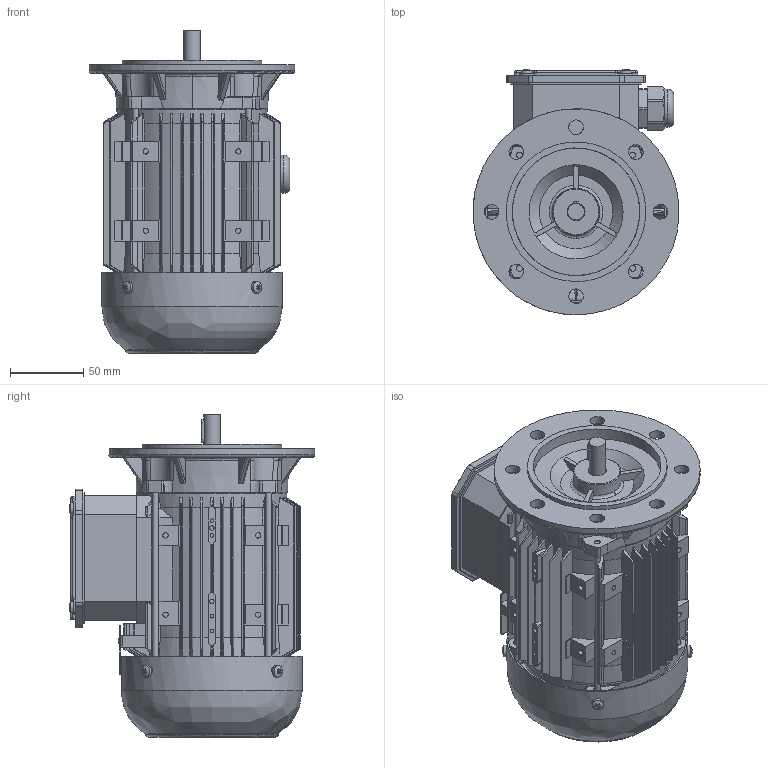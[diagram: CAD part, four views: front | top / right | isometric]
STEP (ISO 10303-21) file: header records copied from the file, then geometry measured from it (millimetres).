
FILE_DESCRIPTION(/* description */ (''),/* implementation_level */ '2;1');
FILE_NAME(/* name */ '(QE series) 63_B5.stp',/* time_stamp */ '2024-07-30T08:50:06+03:00',/* author */ (''),/* organization */ (''),/* preprocessor_version */ 'ST-DEVELOPER v18.102',/* originating_system */ 'SIEMENS PLM Software NX2206.8101',/* authorisation */ '');
FILE_SCHEMA (('AP203_CONFIGURATION_CONTROLLED_3D_DESIGN_OF_MECHANICAL_PARTS_AND_ASSEMBLIES_MIM_LF { 1 0 10303 403 2 1 2}'));
Products named in the file (1): _QE series_ 63_B5_stp_objects
Bounding box: 140.04 x 167.2 x 219.45 mm (x, y, z)
Surface area: 236915.1 mm2 (no closed solid volume)
Topology: 0 solids, 21 shells, 1289 faces, 4353 edges, 3029 vertices
Faces by surface type: plane 742, cylinder 335, cone 108, torus 73, bspline 31
Full cylindrical faces by diameter (mm): 2.5 x8, 3 x4, 3.65 x12, 4 x4, 8 x9, 10 x8, 11.2 x2, 14.5 x1, 19 x1, 26 x1, 95 x1, 121 x1, 123 x1, 140.2 x1
Entity records: 46727 total; most frequent: CARTESIAN_POINT 19533, ORIENTED_EDGE 7353, EDGE_CURVE 4351, B_SPLINE_CURVE_WITH_KNOTS 3045, VERTEX_POINT 3026, DIRECTION 2518, EDGE_LOOP 1406, ADVANCED_FACE 1289
